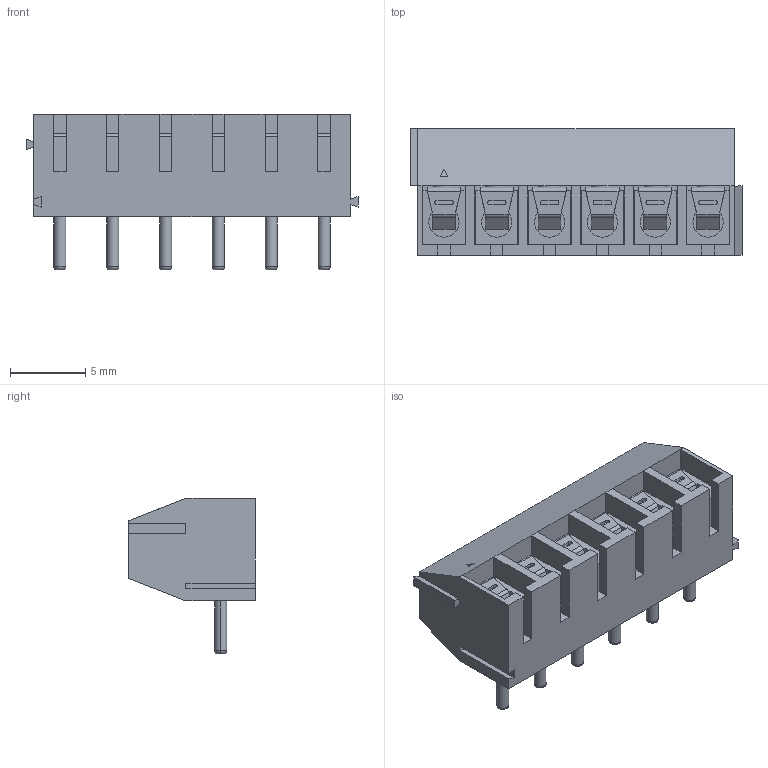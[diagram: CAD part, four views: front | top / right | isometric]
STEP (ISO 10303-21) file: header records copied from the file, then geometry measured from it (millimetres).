
FILE_DESCRIPTION (( 'STEP AP214' ), '1' );
FILE_NAME ('DG350R-3.96-06P-12-00AH.STEP', '2021-01-18T04:15:48', ( '' ), ( '' ), 'SwSTEP 2.0', 'SolidWorks 2020', '' );
FILE_SCHEMA (( 'AUTOMOTIVE_DESIGN' ));
Length unit declared in the file: millimetre
Products named in the file (1): DG350R-3.96-06P-12-00AH
Bounding box: 22 x 8.4 x 10.3 mm (x, y, z)
Volume: 861.5 mm3; surface area: 1871.6 mm2
Topology: 1 solids, 1 shells, 718 faces, 1873 edges, 1210 vertices
Faces by surface type: plane 381, bspline 181, cylinder 90, torus 54, cone 12
Entity records: 37671 total; most frequent: CARTESIAN_POINT 14671, ORIENTED_EDGE 3746, DIRECTION 2851, EDGE_CURVE 1873, VERTEX_POINT 1210, LINE 1151, VECTOR 1151, AXIS2_PLACEMENT_3D 850
